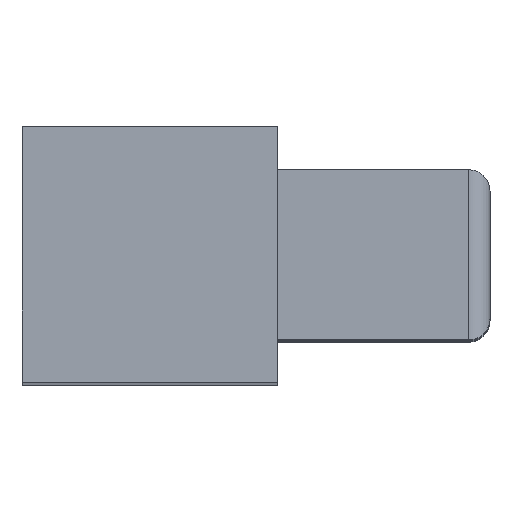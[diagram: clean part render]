
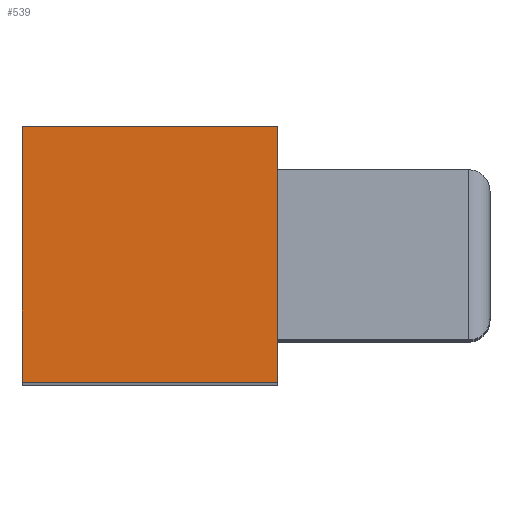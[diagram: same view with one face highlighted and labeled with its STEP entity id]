
A CAD part, top view. The second image highlights one B-rep face of the part: STEP entity #539.
In plain terms, the highlighted planar face has unit normal (0, 0, 1).
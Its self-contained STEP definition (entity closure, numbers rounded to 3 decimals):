
#33=PLANE('',#604);
#66=FACE_OUTER_BOUND('',#99,.T.);
#99=EDGE_LOOP('',(#464,#465,#466,#467));
#168=LINE('',#889,#228);
#169=LINE('',#891,#229);
#170=LINE('',#893,#230);
#171=LINE('',#894,#231);
#228=VECTOR('',#740,10.);
#229=VECTOR('',#741,10.);
#230=VECTOR('',#742,10.);
#231=VECTOR('',#743,10.);
#276=VERTEX_POINT('',#887);
#277=VERTEX_POINT('',#888);
#278=VERTEX_POINT('',#890);
#279=VERTEX_POINT('',#892);
#344=EDGE_CURVE('',#276,#277,#168,.T.);
#345=EDGE_CURVE('',#277,#278,#169,.T.);
#346=EDGE_CURVE('',#279,#278,#170,.T.);
#347=EDGE_CURVE('',#276,#279,#171,.T.);
#464=ORIENTED_EDGE('',*,*,#344,.T.);
#465=ORIENTED_EDGE('',*,*,#345,.T.);
#466=ORIENTED_EDGE('',*,*,#346,.F.);
#467=ORIENTED_EDGE('',*,*,#347,.F.);
#539=ADVANCED_FACE('',(#66),#33,.T.);
#604=AXIS2_PLACEMENT_3D('',#886,#738,#739);
#738=DIRECTION('center_axis',(0.,0.,1.));
#739=DIRECTION('ref_axis',(0.,-1.,0.));
#740=DIRECTION('',(0.,-1.,0.));
#741=DIRECTION('',(1.,0.,0.));
#742=DIRECTION('',(0.,-1.,0.));
#743=DIRECTION('',(1.,0.,0.));
#886=CARTESIAN_POINT('Origin',(0.,3.,21.));
#887=CARTESIAN_POINT('',(0.,3.,21.));
#888=CARTESIAN_POINT('',(0.,-3.,21.));
#889=CARTESIAN_POINT('',(0.,3.,21.));
#890=CARTESIAN_POINT('',(6.,-3.,21.));
#891=CARTESIAN_POINT('',(0.,-3.,21.));
#892=CARTESIAN_POINT('',(6.,3.,21.));
#893=CARTESIAN_POINT('',(6.,3.,21.));
#894=CARTESIAN_POINT('',(0.,3.,21.));
